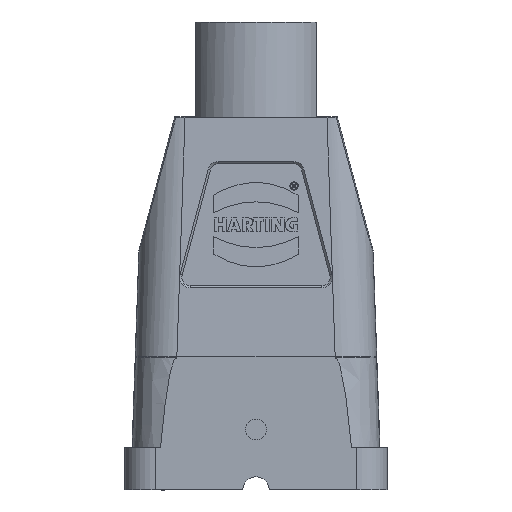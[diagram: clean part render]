
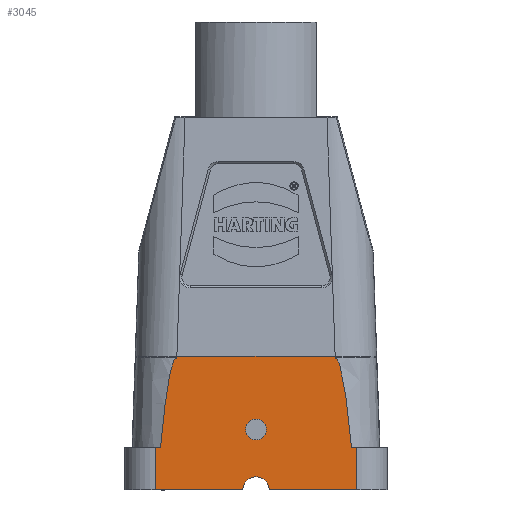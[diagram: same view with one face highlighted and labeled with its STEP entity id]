
A CAD part, front view. The second image highlights one B-rep face of the part: STEP entity #3045.
In plain terms, the highlighted planar face has unit normal (0, -1, 0).
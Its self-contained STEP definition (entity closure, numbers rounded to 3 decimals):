
#2407=FACE_BOUND('',#3870,.T.);
#2408=FACE_BOUND('',#3871,.T.);
#2519=CIRCLE('',#9692,1.975);
#2575=CIRCLE('',#9853,2.5);
#2578=CIRCLE('',#9856,2.5);
#2728=PLANE('',#9879);
#3045=ADVANCED_FACE('',(#2407,#2408),#2728,.T.);
#3870=EDGE_LOOP('',(#4820,#4821,#4822,#4823,#4824,#4825,#4826,#4827,#4828,
#4829,#4830,#4831,#4832));
#3871=EDGE_LOOP('',(#4833));
#4820=ORIENTED_EDGE('',*,*,#6791,.T.);
#4821=ORIENTED_EDGE('',*,*,#7103,.T.);
#4822=ORIENTED_EDGE('',*,*,#7100,.F.);
#4823=ORIENTED_EDGE('',*,*,#7105,.T.);
#4824=ORIENTED_EDGE('',*,*,#7107,.T.);
#4825=ORIENTED_EDGE('',*,*,#7112,.T.);
#4826=ORIENTED_EDGE('',*,*,#7116,.T.);
#4827=ORIENTED_EDGE('',*,*,#7138,.T.);
#4828=ORIENTED_EDGE('',*,*,#7140,.F.);
#4829=ORIENTED_EDGE('',*,*,#7141,.T.);
#4830=ORIENTED_EDGE('',*,*,#6857,.T.);
#4831=ORIENTED_EDGE('',*,*,#6815,.F.);
#4832=ORIENTED_EDGE('',*,*,#7144,.T.);
#4833=ORIENTED_EDGE('',*,*,#6854,.T.);
#6138=VERTEX_POINT('',#11948);
#6139=VERTEX_POINT('',#11953);
#6155=VERTEX_POINT('',#12100);
#6156=VERTEX_POINT('',#12115);
#6187=VERTEX_POINT('',#12201);
#6190=VERTEX_POINT('',#12228);
#6353=VERTEX_POINT('',#12810);
#6354=VERTEX_POINT('',#12812);
#6355=VERTEX_POINT('',#12839);
#6357=VERTEX_POINT('',#12844);
#6360=VERTEX_POINT('',#12854);
#6363=VERTEX_POINT('',#12860);
#6376=VERTEX_POINT('',#12903);
#6377=VERTEX_POINT('',#12907);
#6791=EDGE_CURVE('',#6139,#6138,#7772,.T.);
#6815=EDGE_CURVE('',#6156,#6155,#7796,.T.);
#6854=EDGE_CURVE('',#6187,#6187,#2519,.T.);
#6857=EDGE_CURVE('',#6190,#6155,#7797,.T.);
#7100=EDGE_CURVE('',#6353,#6354,#8107,.T.);
#7103=EDGE_CURVE('',#6138,#6354,#7806,.T.);
#7105=EDGE_CURVE('',#6353,#6355,#8109,.T.);
#7107=EDGE_CURVE('',#6355,#6357,#8111,.T.);
#7112=EDGE_CURVE('',#6357,#6360,#2575,.T.);
#7116=EDGE_CURVE('',#6360,#6363,#2578,.T.);
#7138=EDGE_CURVE('',#6363,#6376,#8129,.T.);
#7140=EDGE_CURVE('',#6377,#6376,#8130,.T.);
#7141=EDGE_CURVE('',#6377,#6190,#8131,.T.);
#7144=EDGE_CURVE('',#6156,#6139,#8134,.T.);
#7772=B_SPLINE_CURVE_WITH_KNOTS('',3,(#11949,#11950,#11951,#11952),
 .UNSPECIFIED.,.F.,.F.,(4,4),(0.,1.),.UNSPECIFIED.);
#7796=B_SPLINE_CURVE_WITH_KNOTS('',3,(#12116,#12117,#12118,#12119),
 .UNSPECIFIED.,.F.,.F.,(4,4),(0.,1.),.UNSPECIFIED.);
#7797=B_SPLINE_CURVE_WITH_KNOTS('',3,(#12208,#12209,#12210,#12211,#12212,
#12213,#12214,#12215,#12216,#12217,#12218,#12219,#12220,#12221,#12222,#12223,
#12224,#12225,#12226,#12227),.UNSPECIFIED.,.F.,.F.,(4,1,1,1,2,2,1,1,1,1,
2,2,1,4),(0.,0.25,0.375,0.438,0.469,
0.477,0.484,0.5,0.75,
0.875,0.938,0.953,0.969,
1.),.UNSPECIFIED.);
#7806=B_SPLINE_CURVE_WITH_KNOTS('',3,(#12817,#12818,#12819,#12820,#12821,
#12822,#12823,#12824,#12825,#12826,#12827,#12828,#12829,#12830,#12831,#12832,
#12833,#12834,#12835,#12836),.UNSPECIFIED.,.F.,.F.,(4,1,2,2,1,1,1,1,2,2,
1,1,1,4),(0.,0.031,0.047,0.062,0.125,
0.25,0.5,0.516,0.523,
0.531,0.563,0.625,0.75,
1.),.UNSPECIFIED.);
#8107=LINE('',#12811,#8793);
#8109=LINE('',#12840,#8795);
#8111=LINE('',#12845,#8797);
#8129=LINE('',#12904,#8815);
#8130=LINE('',#12908,#8816);
#8131=LINE('',#12910,#8817);
#8134=LINE('',#12915,#8820);
#8793=VECTOR('',#10761,1.);
#8795=VECTOR('',#10773,1.);
#8797=VECTOR('',#10777,1.);
#8815=VECTOR('',#10839,1.);
#8816=VECTOR('',#10844,1.);
#8817=VECTOR('',#10847,1.);
#8820=VECTOR('',#10854,1.);
#9692=AXIS2_PLACEMENT_3D('',#12200,#10279,#10280);
#9853=AXIS2_PLACEMENT_3D('',#12853,#10784,#10785);
#9856=AXIS2_PLACEMENT_3D('',#12861,#10791,#10792);
#9879=AXIS2_PLACEMENT_3D('',#12916,#10855,#10856);
#10279=DIRECTION('',(0.,1.,0.));
#10280=DIRECTION('',(0.,0.,-1.));
#10761=DIRECTION('',(1.,0.,0.));
#10773=DIRECTION('',(0.,0.,-1.));
#10777=DIRECTION('',(1.,0.,0.));
#10784=DIRECTION('',(0.,1.,0.));
#10785=DIRECTION('',(-1.,0.,0.));
#10791=DIRECTION('',(0.,1.,0.));
#10792=DIRECTION('',(0.,0.,1.));
#10839=DIRECTION('',(1.,0.,0.));
#10844=DIRECTION('',(0.,0.,-1.));
#10847=DIRECTION('',(-1.,0.,0.));
#10854=DIRECTION('',(-1.,0.,0.));
#10855=DIRECTION('',(0.,-1.,0.));
#10856=DIRECTION('',(-1.,0.,0.));
#11948=CARTESIAN_POINT('',(22.855,-14.5,-54.063));
#11949=CARTESIAN_POINT('',(22.855,-14.5,-53.763));
#11950=CARTESIAN_POINT('',(22.855,-14.5,-53.863));
#11951=CARTESIAN_POINT('',(22.855,-14.5,-53.963));
#11952=CARTESIAN_POINT('',(22.855,-14.5,-54.063));
#11953=CARTESIAN_POINT('',(22.853,-14.5,-53.763));
#12100=CARTESIAN_POINT('',(52.919,-14.5,-54.063));
#12115=CARTESIAN_POINT('',(52.921,-14.5,-53.763));
#12116=CARTESIAN_POINT('',(52.919,-14.5,-53.763));
#12117=CARTESIAN_POINT('',(52.919,-14.5,-53.863));
#12118=CARTESIAN_POINT('',(52.919,-14.5,-53.963));
#12119=CARTESIAN_POINT('',(52.919,-14.5,-54.063));
#12200=CARTESIAN_POINT('',(37.887,-14.5,-67.663));
#12201=CARTESIAN_POINT('',(37.887,-14.5,-69.638));
#12208=CARTESIAN_POINT('',(56.029,-14.5,-71.163));
#12209=CARTESIAN_POINT('',(55.86,-14.5,-69.362));
#12210=CARTESIAN_POINT('',(55.62,-14.5,-66.95));
#12211=CARTESIAN_POINT('',(55.364,-14.5,-64.641));
#12212=CARTESIAN_POINT('',(55.242,-14.5,-63.613));
#12213=CARTESIAN_POINT('',(55.191,-14.5,-63.199));
#12214=CARTESIAN_POINT('',(55.169,-14.5,-63.031));
#12215=CARTESIAN_POINT('',(55.166,-14.5,-63.));
#12216=CARTESIAN_POINT('',(55.148,-14.5,-62.863));
#12217=CARTESIAN_POINT('',(55.122,-14.5,-62.659));
#12218=CARTESIAN_POINT('',(54.819,-14.5,-60.317));
#12219=CARTESIAN_POINT('',(54.382,-14.5,-57.636));
#12220=CARTESIAN_POINT('',(53.889,-14.5,-55.684));
#12221=CARTESIAN_POINT('',(53.677,-14.5,-55.073));
#12222=CARTESIAN_POINT('',(53.588,-14.5,-54.849));
#12223=CARTESIAN_POINT('',(53.517,-14.5,-54.679));
#12224=CARTESIAN_POINT('',(53.401,-14.5,-54.455));
#12225=CARTESIAN_POINT('',(53.225,-14.5,-54.175));
#12226=CARTESIAN_POINT('',(53.043,-14.5,-54.063));
#12227=CARTESIAN_POINT('',(52.919,-14.5,-54.063));
#12228=CARTESIAN_POINT('',(56.029,-14.5,-71.163));
#12810=CARTESIAN_POINT('',(18.737,-14.5,-71.163));
#12811=CARTESIAN_POINT('',(59.052,-14.5,-71.163));
#12812=CARTESIAN_POINT('',(19.745,-14.5,-71.163));
#12817=CARTESIAN_POINT('',(22.855,-14.5,-54.063));
#12818=CARTESIAN_POINT('',(22.731,-14.5,-54.063));
#12819=CARTESIAN_POINT('',(22.548,-14.5,-54.175));
#12820=CARTESIAN_POINT('',(22.372,-14.5,-54.455));
#12821=CARTESIAN_POINT('',(22.256,-14.5,-54.679));
#12822=CARTESIAN_POINT('',(22.185,-14.5,-54.849));
#12823=CARTESIAN_POINT('',(22.097,-14.5,-55.073));
#12824=CARTESIAN_POINT('',(21.884,-14.5,-55.684));
#12825=CARTESIAN_POINT('',(21.391,-14.5,-57.636));
#12826=CARTESIAN_POINT('',(20.955,-14.5,-60.317));
#12827=CARTESIAN_POINT('',(20.651,-14.5,-62.659));
#12828=CARTESIAN_POINT('',(20.625,-14.5,-62.863));
#12829=CARTESIAN_POINT('',(20.608,-14.5,-63.));
#12830=CARTESIAN_POINT('',(20.604,-14.5,-63.031));
#12831=CARTESIAN_POINT('',(20.583,-14.5,-63.199));
#12832=CARTESIAN_POINT('',(20.532,-14.5,-63.613));
#12833=CARTESIAN_POINT('',(20.409,-14.5,-64.641));
#12834=CARTESIAN_POINT('',(20.153,-14.5,-66.95));
#12835=CARTESIAN_POINT('',(19.913,-14.5,-69.362));
#12836=CARTESIAN_POINT('',(19.745,-14.5,-71.163));
#12839=CARTESIAN_POINT('',(18.737,-14.5,-79.163));
#12840=CARTESIAN_POINT('',(18.737,-14.5,-72.163));
#12844=CARTESIAN_POINT('',(35.387,-14.5,-79.163));
#12845=CARTESIAN_POINT('',(18.737,-14.5,-79.163));
#12853=CARTESIAN_POINT('',(37.887,-14.5,-79.163));
#12854=CARTESIAN_POINT('',(37.887,-14.5,-76.663));
#12860=CARTESIAN_POINT('',(40.387,-14.5,-79.163));
#12861=CARTESIAN_POINT('',(37.887,-14.5,-79.163));
#12903=CARTESIAN_POINT('',(57.037,-14.5,-79.163));
#12904=CARTESIAN_POINT('',(40.387,-14.5,-79.163));
#12907=CARTESIAN_POINT('',(57.037,-14.5,-71.163));
#12908=CARTESIAN_POINT('',(57.037,-14.5,-72.163));
#12910=CARTESIAN_POINT('',(55.688,-14.5,-71.163));
#12915=CARTESIAN_POINT('',(52.919,-14.5,-53.763));
#12916=CARTESIAN_POINT('',(59.052,-14.5,-53.963));
